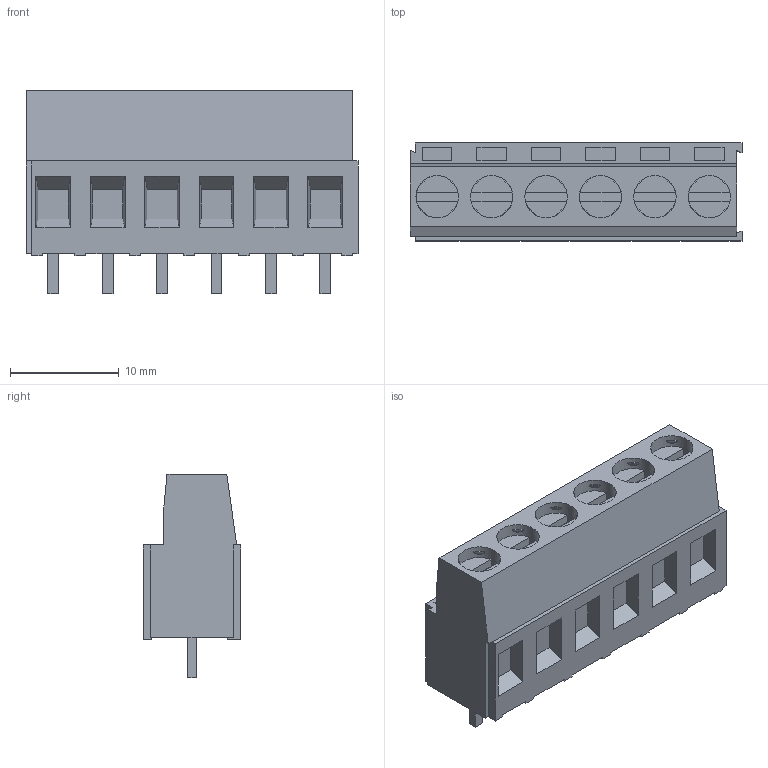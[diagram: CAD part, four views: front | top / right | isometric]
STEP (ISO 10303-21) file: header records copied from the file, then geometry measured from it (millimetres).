
FILE_DESCRIPTION((''),'2;1');
FILE_NAME('C-796682-6','2015-01-14T',('workeradm'),('Tyco Electronics Ltd.'),'PRO/ENGINEER BY PARAMETRIC TECHNOLOGY CORPORATION, 2014090','PRO/ENGINEER BY PARAMETRIC TECHNOLOGY CORPORATION, 2014090','');
FILE_SCHEMA(('AUTOMOTIVE_DESIGN { 1 0 10303 214 1 1 1 1 }'));
Length unit declared in the file: millimetre
Products named in the file (1): C-796682-6
Bounding box: 30.5 x 9 x 18.7 mm (x, y, z)
Volume: 3302.2 mm3; surface area: 2027.1 mm2
Topology: 1 solids, 1 shells, 254 faces, 611 edges, 407 vertices
Faces by surface type: plane 218, bspline 24, cylinder 12
Entity records: 8051 total; most frequent: CARTESIAN_POINT 1970, ORIENTED_EDGE 1222, DIRECTION 1143, EDGE_CURVE 611, VECTOR 491, LINE 491, VERTEX_POINT 407, AXIS2_PLACEMENT_3D 326
